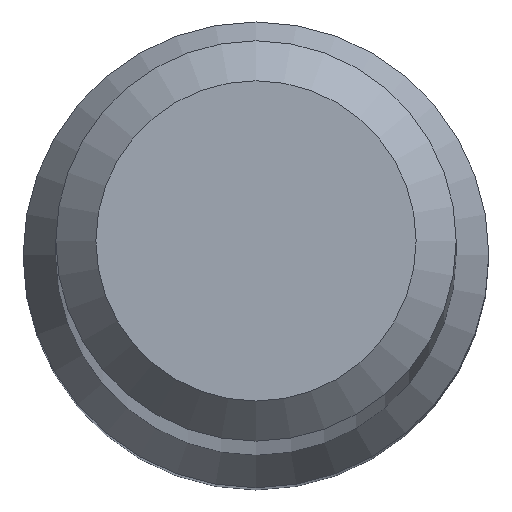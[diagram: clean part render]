
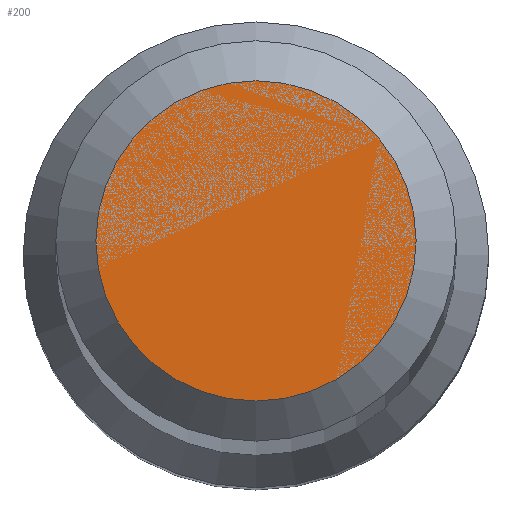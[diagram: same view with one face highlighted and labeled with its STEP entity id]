
A CAD part, top view. The second image highlights one B-rep face of the part: STEP entity #200.
In plain terms, the highlighted planar face has unit normal (0, 0, 1).
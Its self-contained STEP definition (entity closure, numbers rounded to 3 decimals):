
#2 = DIRECTION ( 'NONE',  ( 0., 0., -1. ) ) ;
#54 = ORIENTED_EDGE ( 'NONE', *, *, #83, .F. ) ;
#75 = AXIS2_PLACEMENT_3D ( 'NONE', #185, #119, #115 ) ;
#83 = EDGE_CURVE ( 'NONE', #243, #243, #230, .T. ) ;
#115 = DIRECTION ( 'NONE',  ( 0., 1., 0. ) ) ;
#119 = DIRECTION ( 'NONE',  ( 0., 0., -1. ) ) ;
#128 = DIRECTION ( 'NONE',  ( 0., 1., 0. ) ) ;
#181 = AXIS2_PLACEMENT_3D ( 'NONE', #192, #2, #128 ) ;
#183 = PLANE ( 'NONE',  #181 ) ;
#185 = CARTESIAN_POINT ( 'NONE',  ( 0., 0., 70. ) ) ;
#192 = CARTESIAN_POINT ( 'NONE',  ( 0., 0., 70. ) ) ;
#194 = CARTESIAN_POINT ( 'NONE',  ( 0., 1.2, 70. ) ) ;
#200 = ADVANCED_FACE ( 'NONE', ( #276 ), #183, .F. ) ;
#205 = EDGE_LOOP ( 'NONE', ( #54 ) ) ;
#230 = CIRCLE ( 'NONE', #75, 1.2 ) ;
#243 = VERTEX_POINT ( 'NONE', #194 ) ;
#276 = FACE_OUTER_BOUND ( 'NONE', #205, .T. ) ;
